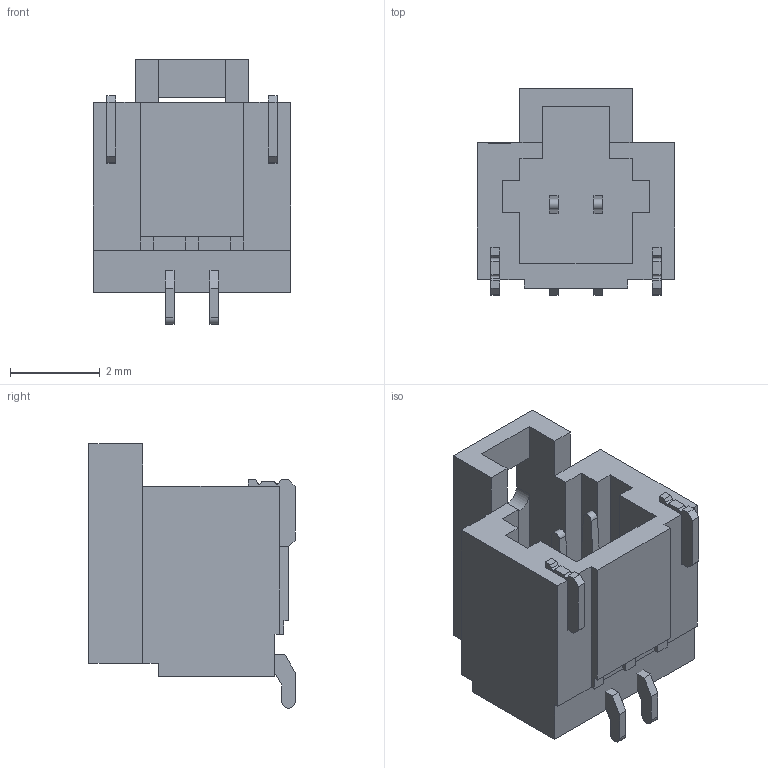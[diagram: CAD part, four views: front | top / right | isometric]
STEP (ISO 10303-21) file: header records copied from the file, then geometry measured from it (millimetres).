
FILE_DESCRIPTION(/* description */ ('STEP AP214'),/* implementation_level */ '2;1');
FILE_NAME(/* name */ 'T1M-02-F-SH-L',/* time_stamp */ '2023-07-26T16:28:25+02:00',/* author */ ('License CC BY-ND 4.0'),/* organization */ ('CADENAS'),/* preprocessor_version */ 'ST-DEVELOPER v19.3',/* originating_system */ 'PARTsolutions',/* authorisation */ ' ');
FILE_SCHEMA (('AUTOMOTIVE_DESIGN {1 0 10303 214 3 1 1}'));
Length unit declared in the file: millimetre
Products named in the file (3): T1M-02-F-SH-L; P2T1M-02-T-SH-L; T1T1M-02-T-SH-L
Assembly tree (2 placements, depth 2):
  T1M-02-F-SH-L
    P2T1M-02-T-SH-L
    T1T1M-02-T-SH-L
Bounding box: 4.4 x 4.6 x 5.9 mm (x, y, z)
Volume: 47.2 mm3; surface area: 173.9 mm2
Topology: 2 solids, 2 shells, 116 faces, 331 edges, 218 vertices
Faces by surface type: plane 104, cylinder 12
Entity records: 3795 total; most frequent: CARTESIAN_POINT 668, ORIENTED_EDGE 662, DIRECTION 593, EDGE_CURVE 331, LINE 307, VECTOR 307, VERTEX_POINT 218, AXIS2_PLACEMENT_3D 143
